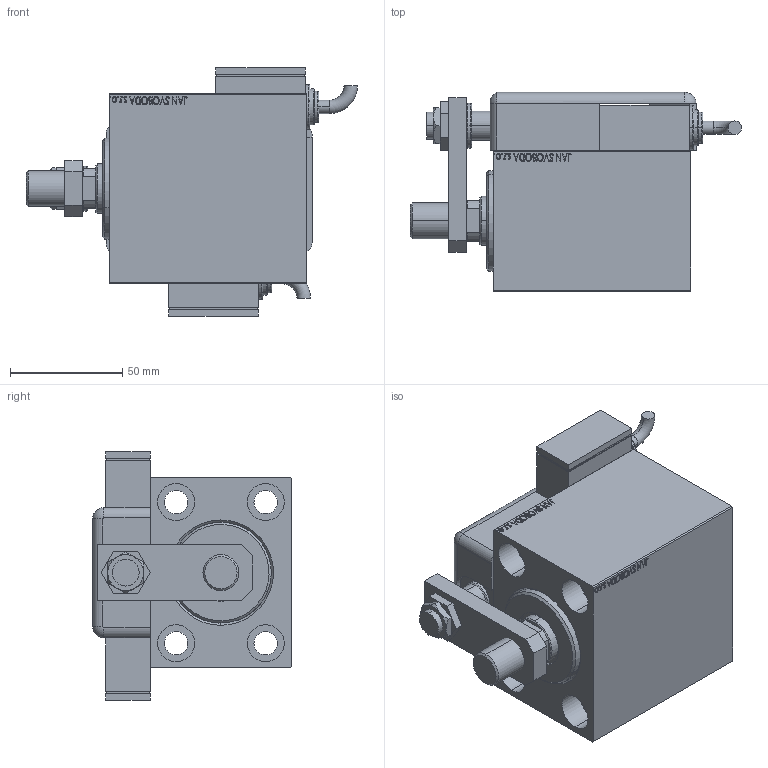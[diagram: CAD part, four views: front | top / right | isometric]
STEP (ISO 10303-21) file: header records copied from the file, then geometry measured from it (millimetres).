
FILE_DESCRIPTION (( 'STEP AP203' ), '1' );
FILE_NAME ('0b67.STEP', '2024-02-11T12:16:47', ( '' ), ( '' ), 'SwSTEP 2.0', 'SolidWorks 2019', '' );
FILE_SCHEMA (( 'CONFIG_CONTROL_DESIGN' ));
Length unit declared in the file: millimetre
Products named in the file (14): NUT_D19 a1489960a870c757dfed731a900b9203; KRYT a1489960a870c757dfed731a900b9203; SWITCH Q a1489960a870c757dfed731a900b9203; ZARAZKA_Q a1489960a870c757dfed731a900b9203; V450CM_C_Body a1489960a870c757dfed731a900b9203; V450CM_MALE_METRIC a1489960a870c757dfed731a900b9203; SWITCH DIM A_G a1489960a870c757dfed731a900b9203; TYC a1489960a870c757dfed731a900b9203; SWITCH_Q_FRONT_BACK a1489960a870c757dfed731a900b9203; V450CM_C_VCP a1489960a870c757dfed731a900b9203; MAGNETIC SWITCH Q a1489960a870c757dfed731a900b9203; NUT_D13 a1489960a870c757dfed731a900b9203; 0b67; V450CM_VC_B a1489960a870c757dfed731a900b9203
Assembly tree (14 placements, depth 3):
  0b67
    V450CM_C_Body a1489960a870c757dfed731a900b9203
    V450CM_C_VCP a1489960a870c757dfed731a900b9203
    V450CM_VC_B a1489960a870c757dfed731a900b9203
    V450CM_MALE_METRIC a1489960a870c757dfed731a900b9203
    MAGNETIC SWITCH Q a1489960a870c757dfed731a900b9203
      SWITCH_Q_FRONT_BACK a1489960a870c757dfed731a900b9203
      TYC a1489960a870c757dfed731a900b9203
      ZARAZKA_Q a1489960a870c757dfed731a900b9203
      SWITCH DIM A_G a1489960a870c757dfed731a900b9203
      NUT_D19 a1489960a870c757dfed731a900b9203
      NUT_D13 a1489960a870c757dfed731a900b9203
      KRYT a1489960a870c757dfed731a900b9203
      SWITCH Q a1489960a870c757dfed731a900b9203  x2
Bounding box: 147.76 x 88.8 x 111 mm (x, y, z)
Volume: 547282 mm3; surface area: 129524.9 mm2
Topology: 14 solids, 14 shells, 1260 faces, 3188 edges, 2103 vertices
Faces by surface type: plane 618, bspline 471, cylinder 119, cone 26, torus 24, sphere 2
Entity records: 60232 total; most frequent: CARTESIAN_POINT 32246, ORIENTED_EDGE 6180, DIRECTION 3944, EDGE_CURVE 3090, VERTEX_POINT 2043, VECTOR 1834, LINE 1834, EDGE_LOOP 1395
